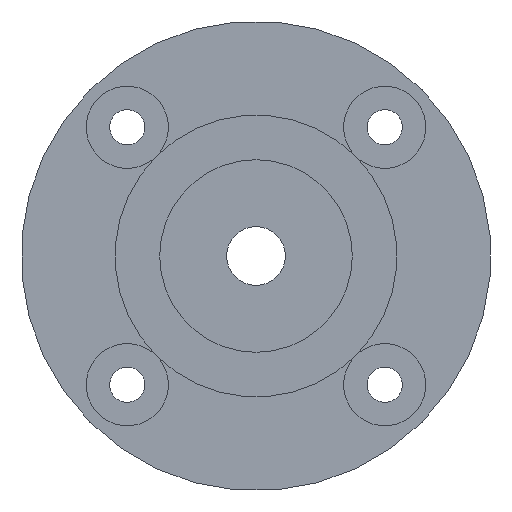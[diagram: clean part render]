
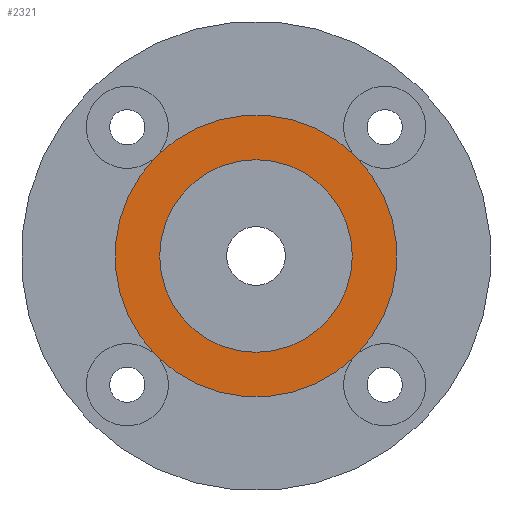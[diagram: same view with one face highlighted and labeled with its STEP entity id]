
A CAD part, left-side view. The second image highlights one B-rep face of the part: STEP entity #2321.
In plain terms, the highlighted planar face has unit normal (-1, 0, 0).
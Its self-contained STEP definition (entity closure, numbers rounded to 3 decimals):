
#119=FACE_BOUND('',#310,.T.);
#131=PLANE('',#2469);
#179=FACE_OUTER_BOUND('',#309,.T.);
#309=EDGE_LOOP('',(#1510));
#310=EDGE_LOOP('',(#1511));
#780=CIRCLE('',#2462,8.2);
#783=CIRCLE('',#2467,12.);
#885=VERTEX_POINT('',#3334);
#888=VERTEX_POINT('',#3343);
#1130=EDGE_CURVE('',#885,#885,#780,.T.);
#1134=EDGE_CURVE('',#888,#888,#783,.T.);
#1510=ORIENTED_EDGE('',*,*,#1134,.T.);
#1511=ORIENTED_EDGE('',*,*,#1130,.T.);
#2321=ADVANCED_FACE('',(#179,#119),#131,.T.);
#2462=AXIS2_PLACEMENT_3D('',#3335,#2699,#2700);
#2467=AXIS2_PLACEMENT_3D('',#3344,#2710,#2711);
#2469=AXIS2_PLACEMENT_3D('',#3348,#2715,#2716);
#2699=DIRECTION('center_axis',(1.,0.,0.));
#2700=DIRECTION('ref_axis',(0.,-1.,0.));
#2710=DIRECTION('center_axis',(-1.,0.,0.));
#2711=DIRECTION('ref_axis',(0.,0.707,-0.707));
#2715=DIRECTION('center_axis',(-1.,0.,0.));
#2716=DIRECTION('ref_axis',(0.,-0.944,0.33));
#3334=CARTESIAN_POINT('',(-13.,-156.8,-1.084));
#3335=CARTESIAN_POINT('Origin',(-13.,-165.,-1.084));
#3343=CARTESIAN_POINT('',(-13.,-173.485,7.402));
#3344=CARTESIAN_POINT('Origin',(-13.,-165.,-1.084));
#3348=CARTESIAN_POINT('Origin',(-13.,-165.,-1.084));
